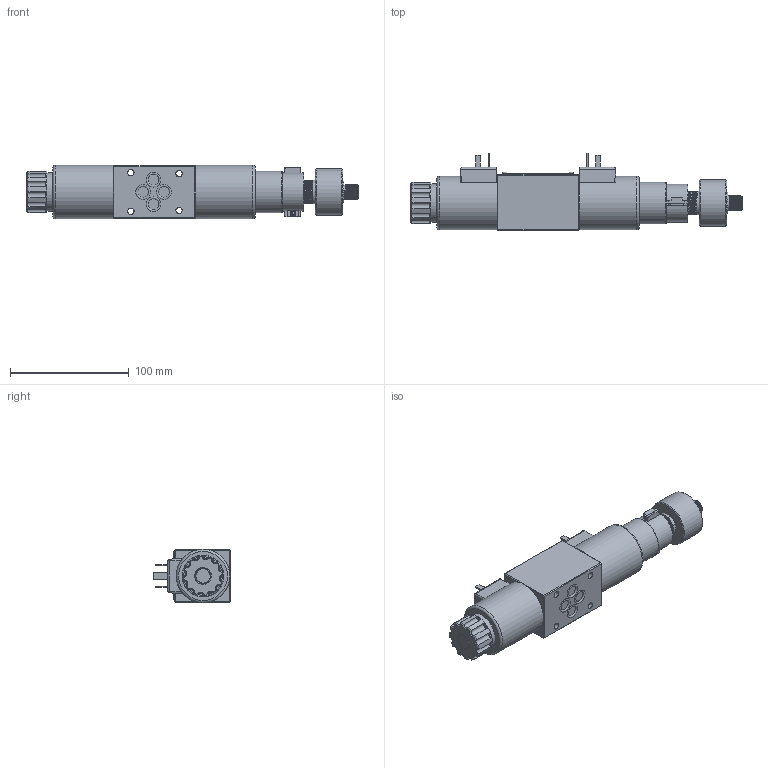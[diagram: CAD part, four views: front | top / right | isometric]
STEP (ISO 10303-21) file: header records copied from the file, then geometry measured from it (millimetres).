
FILE_DESCRIPTION(/* description */ (''),/* implementation_level */ '2;1');
FILE_NAME(/* name */ '4WE6-62J带传感器电磁换向阀（三位阀）.prt.stp',/* time_stamp */ '2022-03-30T19:08:57+08:00',/* author */ (''),/* organization */ (''),/* preprocessor_version */ 'ST-DEVELOPER v16.7',/* originating_system */ 'SIEMENS PLM Software NX 12.0',/* authorisation */ '');
FILE_SCHEMA (('AUTOMOTIVE_DESIGN { 1 0 10303 214 3 1 1 1 }'));
Products named in the file (1): 4WE6-62J带传感器电磁换向阀（三位阀）
Bounding box: 279.2 x 65.38 x 45 mm (x, y, z)
Volume: 272090.1 mm3; surface area: 105175.6 mm2
Topology: 23 solids, 27 shells, 869 faces, 2203 edges, 1413 vertices
Faces by surface type: plane 472, cylinder 255, cone 66, bspline 37, torus 25, sphere 10, extrusion 4
Full cylindrical faces by diameter (mm): 1.5 x2, 1.8 x4, 2 x5, 2.55 x38, 3 x2, 3.8 x1, 4 x2, 4.5 x1, 5.2 x2, 5.3 x4, 5.5 x2, 6.2 x2, 7 x1, 8 x4, 8.1 x2, 8.7 x2, 9.351 x1, 9.4 x4, 11 x1, 12 x11, 12.2 x7, 14.3 x1, 14.5 x1, 17.4 x1, 18 x3, 19 x1, 20 x22, 20.5 x1, 23 x5, 24 x2
Entity records: 46101 total; most frequent: CARTESIAN_POINT 27401, ORIENTED_EDGE 3624, DIRECTION 3601, EDGE_CURVE 1812, AXIS2_PLACEMENT_3D 1248, VERTEX_POINT 1242, VECTOR 1105, LINE 1101
